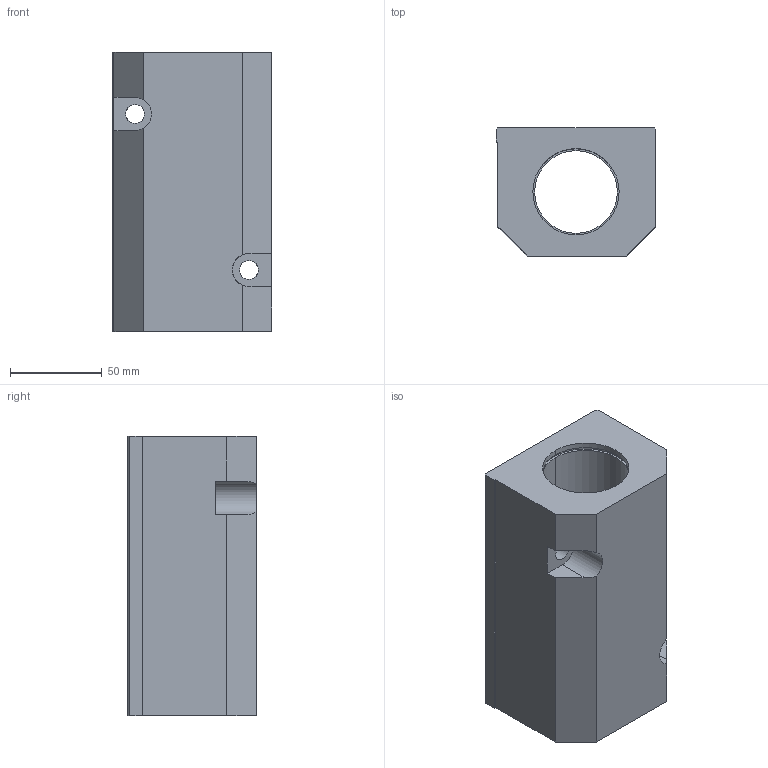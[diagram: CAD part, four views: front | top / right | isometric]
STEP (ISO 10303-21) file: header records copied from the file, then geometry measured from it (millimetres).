
FILE_DESCRIPTION( ( '' ), '1' );
FILE_NAME( 'TAG_30_2_03.stp', '2012-11-02T15:01:54', ( '' ), ( '' ), ' ', ' ', ' ' );
FILE_SCHEMA( ( 'CONFIG_CONTROL_DESIGN' ) );
Length unit declared in the file: millimetre
Products named in the file (1): 1
Bounding box: 87 x 70 x 152 mm (x, y, z)
Volume: 594413.2 mm3; surface area: 80853.1 mm2
Topology: 1 solids, 1 shells, 63 faces, 150 edges, 98 vertices
Faces by surface type: plane 29, cylinder 28, cone 6
Entity records: 1954 total; most frequent: CARTESIAN_POINT 370, DIRECTION 340, ORIENTED_EDGE 300, EDGE_CURVE 150, AXIS2_PLACEMENT_3D 128, VERTEX_POINT 98, LINE 84, VECTOR 84
